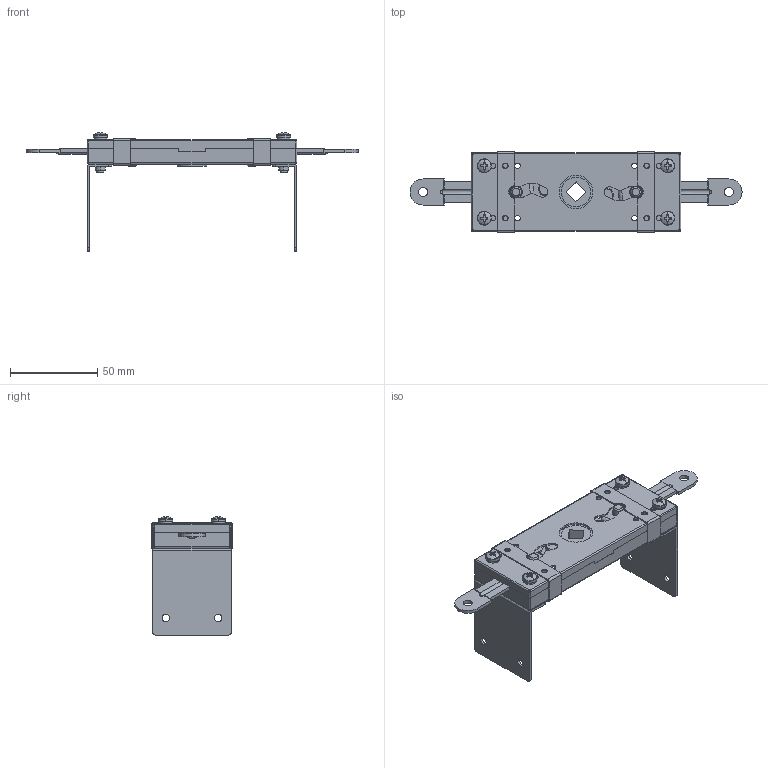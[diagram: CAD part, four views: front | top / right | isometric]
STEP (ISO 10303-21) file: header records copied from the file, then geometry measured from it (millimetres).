
FILE_DESCRIPTION (( 'STEP AP203' ), '1' );
FILE_NAME ('sone3D.STEP', '2017-08-17T08:27:21', ( '' ), ( '' ), 'SwSTEP 2.0', 'SolidWorks 2014', '' );
FILE_SCHEMA (( 'CONFIG_CONTROL_DESIGN' ));
Length unit declared in the file: millimetre
Products named in the file (13): AC-1100-P-2僇僶乕_; AC-1100-P-2セットスプリング_; AC-1100-P-2取付板_; AC-1100-P-2働乕僗_; 廫帤寠晅側傋彫偹偠M4_M4亊20; AC-1100-P-2僇儉__AC-1100-P-2-8; スプリングワッシャーM4_JIS B 1251 No.2 5; AC-1100-P-2儕儞僋僾儗乕僩_; M4亊20; AC-1100-P-2僇儉僺儞_; sone3D; AC-1100-P-2ジョイントプレート_; AC-1100-P-2ジョイントプレートピン_
Assembly tree (21 placements, depth 3):
  sone3D
    AC-1100-P-2働乕僗_
    AC-1100-P-2僇儉__AC-1100-P-2-8
    AC-1100-P-2儕儞僋僾儗乕僩_  x2
    AC-1100-P-2僇儉僺儞_  x2
    AC-1100-P-2ジョイントプレート_  x2
    AC-1100-P-2ジョイントプレートピン_  x2
    AC-1100-P-2僇僶乕_
    AC-1100-P-2セットスプリング_  x2
    AC-1100-P-2取付板_  x2
    M4亊20  x4
      廫帤寠晅側傋彫偹偠M4_M4亊20
      スプリングワッシャーM4_JIS B 1251 No.2 5
Bounding box: 190.23 x 46.4 x 68.06 mm (x, y, z)
Volume: 35021.8 mm3; surface area: 55451.5 mm2
Topology: 23 solids, 23 shells, 696 faces, 1838 edges, 1196 vertices
Faces by surface type: plane 344, cylinder 308, sphere 24, cone 12, torus 8
Entity records: 16496 total; most frequent: DIRECTION 2697, CARTESIAN_POINT 2584, ORIENTED_EDGE 2480, EDGE_CURVE 1240, AXIS2_PLACEMENT_3D 971, VERTEX_POINT 810, LINE 755, VECTOR 755
